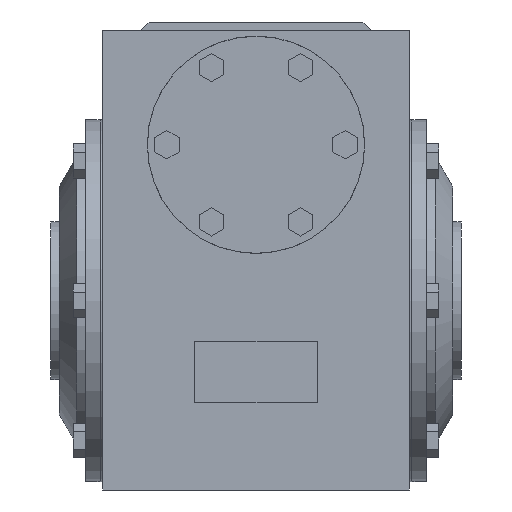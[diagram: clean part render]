
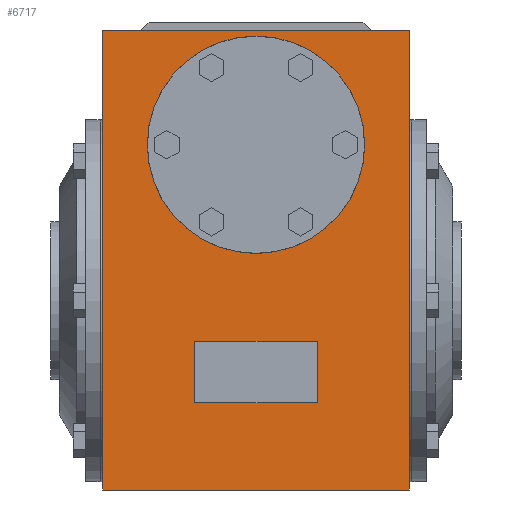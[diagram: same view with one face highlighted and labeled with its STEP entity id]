
A CAD part, left-side view. The second image highlights one B-rep face of the part: STEP entity #6717.
In plain terms, the highlighted planar face has unit normal (-1, 0, 0).
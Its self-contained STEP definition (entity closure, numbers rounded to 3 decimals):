
#204=LINE('',#9128,#710);
#207=LINE('',#9136,#713);
#210=LINE('',#9152,#716);
#211=LINE('',#9168,#717);
#212=LINE('',#9172,#718);
#213=LINE('',#9175,#719);
#214=LINE('',#9177,#720);
#215=LINE('',#9179,#721);
#710=VECTOR('',#7641,1000.);
#713=VECTOR('',#7648,1000.);
#716=VECTOR('',#7663,1000.);
#717=VECTOR('',#7680,1000.);
#718=VECTOR('',#7685,1000.);
#719=VECTOR('',#7686,1000.);
#720=VECTOR('',#7687,1000.);
#721=VECTOR('',#7688,1000.);
#1273=ORIENTED_EDGE('',*,*,#2615,.F.);
#1274=ORIENTED_EDGE('',*,*,#2616,.F.);
#1275=ORIENTED_EDGE('',*,*,#2617,.F.);
#1276=ORIENTED_EDGE('',*,*,#2618,.F.);
#1277=ORIENTED_EDGE('',*,*,#2619,.F.);
#1278=ORIENTED_EDGE('',*,*,#2594,.T.);
#1279=ORIENTED_EDGE('',*,*,#2606,.T.);
#1280=ORIENTED_EDGE('',*,*,#2598,.T.);
#1281=ORIENTED_EDGE('',*,*,#2614,.T.);
#2594=EDGE_CURVE('',#3269,#3270,#204,.T.);
#2598=EDGE_CURVE('',#3272,#3273,#207,.T.);
#2606=EDGE_CURVE('',#3270,#3272,#210,.T.);
#2614=EDGE_CURVE('',#3273,#3269,#211,.T.);
#2615=EDGE_CURVE('',#3286,#3286,#3767,.T.);
#2616=EDGE_CURVE('',#3287,#3288,#212,.T.);
#2617=EDGE_CURVE('',#3289,#3287,#213,.T.);
#2618=EDGE_CURVE('',#3290,#3289,#214,.T.);
#2619=EDGE_CURVE('',#3288,#3290,#215,.T.);
#3269=VERTEX_POINT('',#9129);
#3270=VERTEX_POINT('',#9130);
#3272=VERTEX_POINT('',#9137);
#3273=VERTEX_POINT('',#9138);
#3286=VERTEX_POINT('',#9171);
#3287=VERTEX_POINT('',#9173);
#3288=VERTEX_POINT('',#9174);
#3289=VERTEX_POINT('',#9176);
#3290=VERTEX_POINT('',#9178);
#3767=CIRCLE('',#7109,61.976);
#3933=EDGE_LOOP('',(#1273));
#3934=EDGE_LOOP('',(#1274,#1275,#1276,#1277));
#3935=EDGE_LOOP('',(#1278,#1279,#1280,#1281));
#4396=FACE_BOUND('',#3933,.T.);
#4397=FACE_BOUND('',#3934,.T.);
#4398=FACE_BOUND('',#3935,.T.);
#4835=PLANE('',#7108);
#6717=ADVANCED_FACE('',(#4396,#4397,#4398),#4835,.T.);
#7108=AXIS2_PLACEMENT_3D('',#9169,#7681,#7682);
#7109=AXIS2_PLACEMENT_3D('',#9170,#7683,#7684);
#7641=DIRECTION('',(0.,0.,1.));
#7648=DIRECTION('',(0.,0.,-1.));
#7663=DIRECTION('',(0.,1.,0.));
#7680=DIRECTION('',(0.,-1.,0.));
#7681=DIRECTION('',(-1.,0.,0.));
#7682=DIRECTION('',(0.,-1.,0.));
#7683=DIRECTION('',(-1.,0.,0.));
#7684=DIRECTION('',(0.,-1.,0.));
#7685=DIRECTION('',(0.,0.,1.));
#7686=DIRECTION('',(0.,-1.,0.));
#7687=DIRECTION('',(0.,0.,-1.));
#7688=DIRECTION('',(0.,1.,0.));
#9128=CARTESIAN_POINT('',(-111.76,-87.376,-196.85));
#9129=CARTESIAN_POINT('',(-111.76,-87.376,-196.85));
#9130=CARTESIAN_POINT('',(-111.76,-87.376,65.075));
#9136=CARTESIAN_POINT('',(-111.76,87.376,65.075));
#9137=CARTESIAN_POINT('',(-111.76,87.376,65.075));
#9138=CARTESIAN_POINT('',(-111.76,87.376,-196.85));
#9152=CARTESIAN_POINT('',(-111.76,-87.376,65.075));
#9168=CARTESIAN_POINT('',(-111.76,87.376,-196.85));
#9169=CARTESIAN_POINT('',(-111.76,-87.376,65.075));
#9170=CARTESIAN_POINT('',(-111.76,0.,0.));
#9171=CARTESIAN_POINT('',(-111.76,-61.976,0.));
#9172=CARTESIAN_POINT('',(-111.76,-35.052,65.075));
#9173=CARTESIAN_POINT('',(-111.76,-35.052,-147.066));
#9174=CARTESIAN_POINT('',(-111.76,-35.052,-112.014));
#9175=CARTESIAN_POINT('',(-111.76,-87.376,-147.066));
#9176=CARTESIAN_POINT('',(-111.76,35.052,-147.066));
#9177=CARTESIAN_POINT('',(-111.76,35.052,65.075));
#9178=CARTESIAN_POINT('',(-111.76,35.052,-112.014));
#9179=CARTESIAN_POINT('',(-111.76,-87.376,-112.014));
